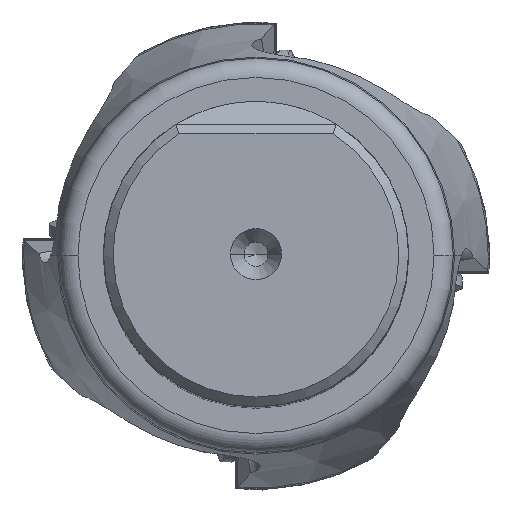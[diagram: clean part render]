
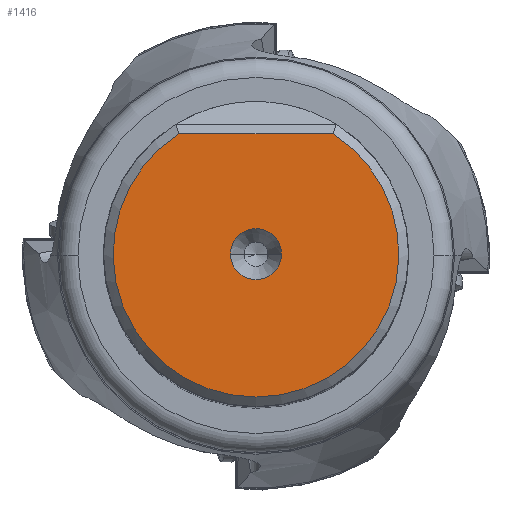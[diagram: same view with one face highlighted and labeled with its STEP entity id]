
A CAD part, top view. The second image highlights one B-rep face of the part: STEP entity #1416.
In plain terms, the highlighted planar face has unit normal (0, 0, 1).
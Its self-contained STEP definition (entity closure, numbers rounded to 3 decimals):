
#245=PLANE('',#11849);
#436=FACE_BOUND('',#2689,.T.);
#437=FACE_BOUND('',#2690,.T.);
#1416=ADVANCED_FACE('',(#436,#437),#245,.T.);
#2689=EDGE_LOOP('',(#4613,#4614));
#2690=EDGE_LOOP('',(#4615,#4616,#4617));
#3286=CIRCLE('',#11836,2.65);
#3290=CIRCLE('',#11845,2.65);
#3291=CIRCLE('',#11847,14.84);
#3292=CIRCLE('',#11848,14.84);
#4613=ORIENTED_EDGE('',*,*,#8707,.T.);
#4614=ORIENTED_EDGE('',*,*,#8715,.T.);
#4615=ORIENTED_EDGE('',*,*,#8716,.T.);
#4616=ORIENTED_EDGE('',*,*,#8717,.F.);
#4617=ORIENTED_EDGE('',*,*,#8718,.T.);
#7411=VERTEX_POINT('',#17667);
#7414=VERTEX_POINT('',#17672);
#7418=VERTEX_POINT('',#17692);
#7419=VERTEX_POINT('',#17693);
#7420=VERTEX_POINT('',#17695);
#8707=EDGE_CURVE('',#7411,#7414,#3286,.T.);
#8715=EDGE_CURVE('',#7414,#7411,#3290,.T.);
#8716=EDGE_CURVE('',#7418,#7419,#3291,.T.);
#8717=EDGE_CURVE('',#7420,#7419,#10096,.T.);
#8718=EDGE_CURVE('',#7420,#7418,#3292,.T.);
#10096=LINE('',#17694,#10770);
#10770=VECTOR('',#13585,1.);
#11836=AXIS2_PLACEMENT_3D('',#17673,#13557,#13558);
#11845=AXIS2_PLACEMENT_3D('',#17689,#13579,#13580);
#11847=AXIS2_PLACEMENT_3D('',#17691,#13583,#13584);
#11848=AXIS2_PLACEMENT_3D('',#17696,#13586,#13587);
#11849=AXIS2_PLACEMENT_3D('',#17697,#13588,#13589);
#13557=DIRECTION('',(0.,0.,-1.));
#13558=DIRECTION('',(1.,0.,0.));
#13579=DIRECTION('',(0.,0.,-1.));
#13580=DIRECTION('',(-1.,0.,0.));
#13583=DIRECTION('',(0.,0.,1.));
#13584=DIRECTION('',(0.,-1.,0.));
#13585=DIRECTION('',(1.,0.,0.));
#13586=DIRECTION('',(0.,0.,1.));
#13587=DIRECTION('',(-0.541,0.841,0.));
#13588=DIRECTION('',(0.,0.,1.));
#13589=DIRECTION('',(1.,0.,0.));
#17667=CARTESIAN_POINT('',(2.65,0.,54.37));
#17672=CARTESIAN_POINT('',(-2.65,0.,54.37));
#17673=CARTESIAN_POINT('',(0.,0.,54.37));
#17689=CARTESIAN_POINT('',(0.,0.,54.37));
#17691=CARTESIAN_POINT('',(0.,0.,54.37));
#17692=CARTESIAN_POINT('',(0.,-14.84,54.37));
#17693=CARTESIAN_POINT('',(8.022,12.485,54.37));
#17694=CARTESIAN_POINT('',(-8.022,12.485,54.37));
#17695=CARTESIAN_POINT('',(-8.022,12.485,54.37));
#17696=CARTESIAN_POINT('',(0.,0.,54.37));
#17697=CARTESIAN_POINT('',(0.,-1.177,54.37));
